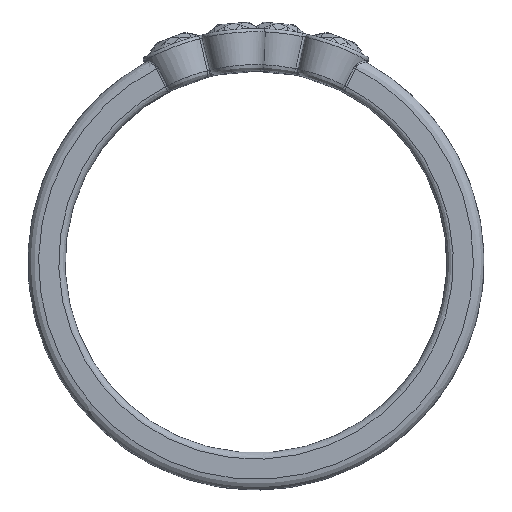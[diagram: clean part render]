
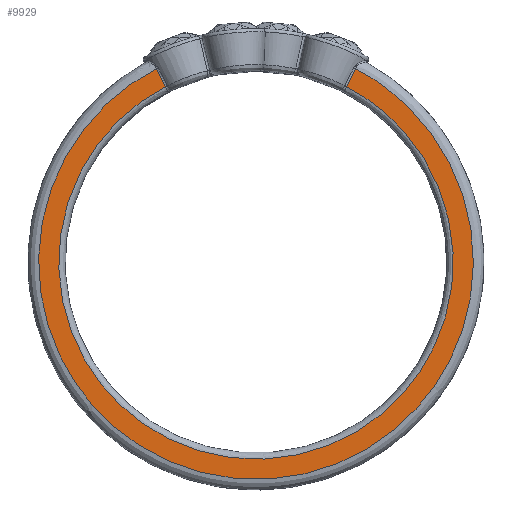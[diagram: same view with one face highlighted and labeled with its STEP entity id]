
A CAD part, top view. The second image highlights one B-rep face of the part: STEP entity #9929.
In plain terms, the highlighted free-form (B-spline) face has degree [1, 1] with [2, 2] control points.
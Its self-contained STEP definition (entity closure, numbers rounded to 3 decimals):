
#3472 = VERTEX_POINT('',#3473);
#3473 = CARTESIAN_POINT('',(6.308,12.188,
    1.476));
#9649 = VERTEX_POINT('',#9650);
#9650 = CARTESIAN_POINT('',(6.938,13.441,
    1.476));
#9658 = EDGE_CURVE('',#9659,#9649,#9661,.T.);
#9659 = VERTEX_POINT('',#9660);
#9660 = CARTESIAN_POINT('',(-6.938,13.441,
    1.476));
#9661 = ( BOUNDED_CURVE() B_SPLINE_CURVE(2,(#9662,#9663,#9664,#9665,
#9666,#9667,#9668),.UNSPECIFIED.,.F.,.F.) B_SPLINE_CURVE_WITH_KNOTS((3,2
    ,2,3),(0.,1.777,3.553,5.33),
.PIECEWISE_BEZIER_KNOTS.) CURVE() GEOMETRIC_REPRESENTATION_ITEM() 
RATIONAL_B_SPLINE_CURVE((1.,0.631,1.,0.631,1.,
0.631,1.)) REPRESENTATION_ITEM('') );
#9662 = CARTESIAN_POINT('',(-6.938,13.441,
    1.476));
#9663 = CARTESIAN_POINT('',(-23.477,4.904,
    1.476));
#9664 = CARTESIAN_POINT('',(-11.738,-9.54,
    1.476));
#9665 = CARTESIAN_POINT('',(0.,-23.983,
    1.476));
#9666 = CARTESIAN_POINT('',(11.738,-9.54,
    1.476));
#9667 = CARTESIAN_POINT('',(23.477,4.904,
    1.476));
#9668 = CARTESIAN_POINT('',(6.938,13.441,
    1.476));
#9899 = EDGE_CURVE('',#9649,#3472,#9900,.T.);
#9900 = B_SPLINE_CURVE_WITH_KNOTS('',3,(#9901,#9902,#9903,#9904,#9905),
  .UNSPECIFIED.,.F.,.F.,(4,1,4),(0.,0.5,1.),.QUASI_UNIFORM_KNOTS.);
#9901 = CARTESIAN_POINT('',(6.938,13.441,
    1.476));
#9902 = CARTESIAN_POINT('',(6.84,13.246,
    1.476));
#9903 = CARTESIAN_POINT('',(6.637,12.842,
    1.476));
#9904 = CARTESIAN_POINT('',(6.42,12.411,
    1.476));
#9905 = CARTESIAN_POINT('',(6.308,12.188,
    1.476));
#9929 = ADVANCED_FACE('',(#9930),#9955,.T.);
#9930 = FACE_BOUND('',#9931,.F.);
#9931 = EDGE_LOOP('',(#9932,#9933,#9944,#9954));
#9932 = ORIENTED_EDGE('',*,*,#9658,.F.);
#9933 = ORIENTED_EDGE('',*,*,#9934,.F.);
#9934 = EDGE_CURVE('',#9935,#9659,#9937,.T.);
#9935 = VERTEX_POINT('',#9936);
#9936 = CARTESIAN_POINT('',(-6.308,12.188,
    1.476));
#9937 = B_SPLINE_CURVE_WITH_KNOTS('',3,(#9938,#9939,#9940,#9941,#9942,
    #9943),.UNSPECIFIED.,.F.,.F.,(4,1,1,4),(0.,0.333,
    0.667,1.),.UNSPECIFIED.);
#9938 = CARTESIAN_POINT('',(-6.308,12.188,
    1.476));
#9939 = CARTESIAN_POINT('',(-6.375,12.321,
    1.476));
#9940 = CARTESIAN_POINT('',(-6.51,12.591,
    1.476));
#9941 = CARTESIAN_POINT('',(-6.72,13.008,
    1.476));
#9942 = CARTESIAN_POINT('',(-6.865,13.295,
    1.476));
#9943 = CARTESIAN_POINT('',(-6.938,13.441,
    1.476));
#9944 = ORIENTED_EDGE('',*,*,#9945,.T.);
#9945 = EDGE_CURVE('',#9935,#3472,#9946,.T.);
#9946 = ( BOUNDED_CURVE() B_SPLINE_CURVE(2,(#9947,#9948,#9949,#9950,
#9951,#9952,#9953),.UNSPECIFIED.,.F.,.F.) B_SPLINE_CURVE_WITH_KNOTS((3,2
    ,2,3),(0.,1.776,3.552,5.328),
.PIECEWISE_BEZIER_KNOTS.) CURVE() GEOMETRIC_REPRESENTATION_ITEM() 
RATIONAL_B_SPLINE_CURVE((1.,0.631,1.,0.631,1.,
0.631,1.)) REPRESENTATION_ITEM('') );
#9947 = CARTESIAN_POINT('',(-6.308,12.188,
    1.476));
#9948 = CARTESIAN_POINT('',(-21.294,4.432,
    1.476));
#9949 = CARTESIAN_POINT('',(-10.647,-8.659,
    1.476));
#9950 = CARTESIAN_POINT('',(0.,-21.751,
    1.476));
#9951 = CARTESIAN_POINT('',(10.647,-8.659,
    1.476));
#9952 = CARTESIAN_POINT('',(21.294,4.432,1.476)
  );
#9953 = CARTESIAN_POINT('',(6.308,12.188,
    1.476));
#9954 = ORIENTED_EDGE('',*,*,#9899,.F.);
#9955 = B_SPLINE_SURFACE_WITH_KNOTS('',1,1,(
    (#9956,#9957)
    ,(#9958,#9959
  )),.UNSPECIFIED.,.F.,.F.,.F.,(2,2),(2,2),(-10.25,10.25),(-10.25,
    9.108),.PIECEWISE_BEZIER_KNOTS.);
#9956 = CARTESIAN_POINT('',(-15.126,-15.126,
    1.476));
#9957 = CARTESIAN_POINT('',(-15.126,13.441,
    1.476));
#9958 = CARTESIAN_POINT('',(15.126,-15.126,
    1.476));
#9959 = CARTESIAN_POINT('',(15.126,13.441,
    1.476));
